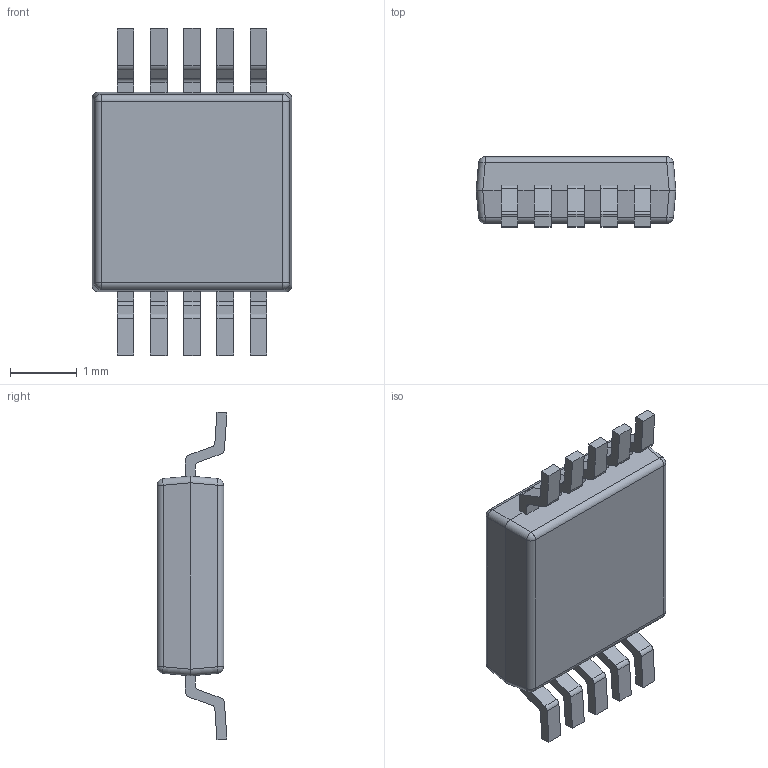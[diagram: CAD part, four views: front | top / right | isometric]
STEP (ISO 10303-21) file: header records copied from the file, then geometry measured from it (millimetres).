
FILE_DESCRIPTION (( 'STEP AP214' ), '1' );
FILE_NAME ('PDSO-10.STEP', '2016-01-16T13:49:43', ( '' ), ( '' ), 'SwSTEP 2.0', 'SolidWorks 2015', '' );
FILE_SCHEMA (( 'AUTOMOTIVE_DESIGN' ));
Length unit declared in the file: millimetre
Products named in the file (1): PDSO-10
Bounding box: 3 x 1.05 x 4.92 mm (x, y, z)
Volume: 9.2 mm3; surface area: 37.9 mm2
Topology: 1 solids, 1 shells, 167 faces, 468 edges, 296 vertices
Faces by surface type: plane 101, cylinder 58, sphere 8
Entity records: 6763 total; most frequent: CARTESIAN_POINT 936, ORIENTED_EDGE 920, DIRECTION 900, EDGE_CURVE 460, VECTOR 348, LINE 348, VERTEX_POINT 296, AXIS2_PLACEMENT_3D 276
